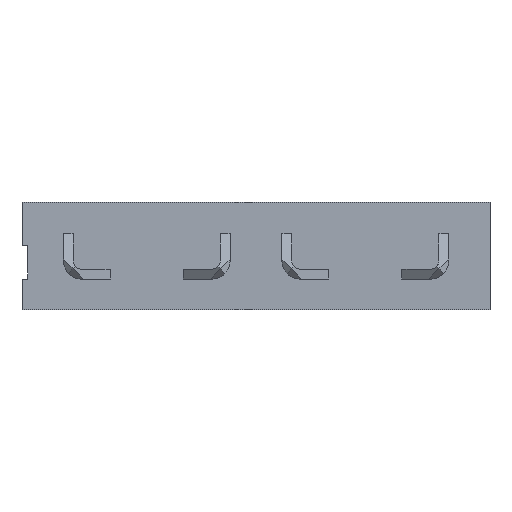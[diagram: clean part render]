
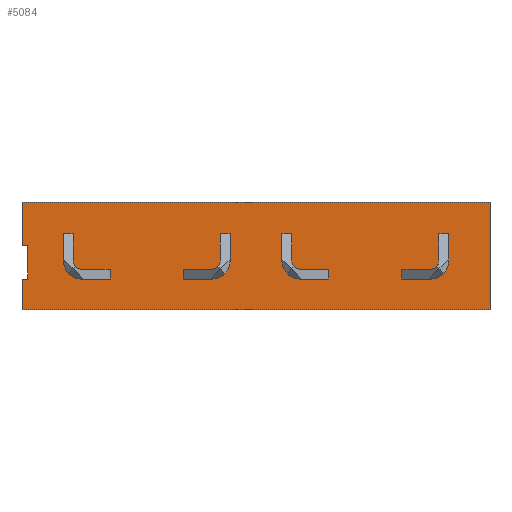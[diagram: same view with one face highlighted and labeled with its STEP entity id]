
A CAD part, front view. The second image highlights one B-rep face of the part: STEP entity #5084.
In plain terms, the highlighted planar face has unit normal (0, -1, 0).
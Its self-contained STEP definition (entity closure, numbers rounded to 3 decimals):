
#21 = ORIENTED_EDGE ( 'NONE', *, *, #5541, .F. ) ;
#30 = VERTEX_POINT ( 'NONE', #4162 ) ;
#116 = VERTEX_POINT ( 'NONE', #4758 ) ;
#171 = ORIENTED_EDGE ( 'NONE', *, *, #1084, .F. ) ;
#177 = AXIS2_PLACEMENT_3D ( 'NONE', #1357, #1342, #1335 ) ;
#260 = CARTESIAN_POINT ( 'NONE',  ( 4.276, 5.771, 12.977 ) ) ;
#279 = EDGE_CURVE ( 'NONE', #2393, #4348, #3835, .T. ) ;
#431 = CARTESIAN_POINT ( 'NONE',  ( 19.007, 5.771, 12.977 ) ) ;
#460 = ORIENTED_EDGE ( 'NONE', *, *, #1073, .F. ) ;
#532 = CARTESIAN_POINT ( 'NONE',  ( -0.051, 5.771, 15.632 ) ) ;
#596 = DIRECTION ( 'NONE',  ( 0., 0., 1. ) ) ;
#808 = CARTESIAN_POINT ( 'NONE',  ( -0.051, 5.771, 14.247 ) ) ;
#1025 = EDGE_LOOP ( 'NONE', ( #460, #171, #21, #3994, #5968, #3105, #1248, #6366 ) ) ;
#1073 = EDGE_CURVE ( 'NONE', #1186, #5448, #1993, .T. ) ;
#1084 = EDGE_CURVE ( 'NONE', #1143, #1186, #2192, .T. ) ;
#1143 = VERTEX_POINT ( 'NONE', #532 ) ;
#1186 = VERTEX_POINT ( 'NONE', #6195 ) ;
#1218 = EDGE_CURVE ( 'NONE', #4348, #4430, #4945, .T. ) ;
#1234 = DIRECTION ( 'NONE',  ( 1., 0., 0. ) ) ;
#1248 = ORIENTED_EDGE ( 'NONE', *, *, #279, .F. ) ;
#1335 = DIRECTION ( 'NONE',  ( 1., 0., 0. ) ) ;
#1342 = DIRECTION ( 'NONE',  ( 0., 1., 0. ) ) ;
#1357 = CARTESIAN_POINT ( 'NONE',  ( 9.355, 5.771, 15.2 ) ) ;
#1542 = PLANE ( 'NONE',  #177 ) ;
#1630 = CARTESIAN_POINT ( 'NONE',  ( 19.007, 5.771, 17.422 ) ) ;
#1795 = VECTOR ( 'NONE', #1854, 1000. ) ;
#1849 = VECTOR ( 'NONE', #1234, 1000. ) ;
#1854 = DIRECTION ( 'NONE',  ( 0., 0., 1. ) ) ;
#1993 = LINE ( 'NONE', #4865, #2500 ) ;
#2055 = DIRECTION ( 'NONE',  ( 1., 0., 0. ) ) ;
#2154 = CARTESIAN_POINT ( 'NONE',  ( -0.297, 5.771, 17.422 ) ) ;
#2192 = LINE ( 'NONE', #4887, #2265 ) ;
#2218 = CARTESIAN_POINT ( 'NONE',  ( -0.297, 5.771, 14.247 ) ) ;
#2265 = VECTOR ( 'NONE', #4378, 1000. ) ;
#2307 = CARTESIAN_POINT ( 'NONE',  ( 14.434, 5.771, 17.422 ) ) ;
#2393 = VERTEX_POINT ( 'NONE', #1630 ) ;
#2435 = DIRECTION ( 'NONE',  ( -1., 0., 0. ) ) ;
#2500 = VECTOR ( 'NONE', #3228, 1000. ) ;
#2622 = EDGE_CURVE ( 'NONE', #30, #116, #5790, .T. ) ;
#2761 = EDGE_CURVE ( 'NONE', #4430, #30, #3766, .T. ) ;
#3048 = VECTOR ( 'NONE', #2055, 1000. ) ;
#3105 = ORIENTED_EDGE ( 'NONE', *, *, #1218, .F. ) ;
#3228 = DIRECTION ( 'NONE',  ( 0., 0., 1. ) ) ;
#3766 = LINE ( 'NONE', #4343, #6237 ) ;
#3835 = LINE ( 'NONE', #4468, #4835 ) ;
#3949 = EDGE_CURVE ( 'NONE', #5448, #2393, #4374, .T. ) ;
#3994 = ORIENTED_EDGE ( 'NONE', *, *, #2622, .F. ) ;
#4162 = CARTESIAN_POINT ( 'NONE',  ( -0.297, 5.771, 14.247 ) ) ;
#4343 = CARTESIAN_POINT ( 'NONE',  ( -0.297, 5.771, 17.422 ) ) ;
#4348 = VERTEX_POINT ( 'NONE', #431 ) ;
#4354 = FACE_OUTER_BOUND ( 'NONE', #1025, .T. ) ;
#4374 = LINE ( 'NONE', #2307, #3048 ) ;
#4378 = DIRECTION ( 'NONE',  ( -1., 0., 0. ) ) ;
#4419 = LINE ( 'NONE', #808, #1795 ) ;
#4430 = VERTEX_POINT ( 'NONE', #5753 ) ;
#4438 = DIRECTION ( 'NONE',  ( 0., 0., -1. ) ) ;
#4468 = CARTESIAN_POINT ( 'NONE',  ( 19.007, 5.771, 12.977 ) ) ;
#4602 = VECTOR ( 'NONE', #2435, 1000. ) ;
#4758 = CARTESIAN_POINT ( 'NONE',  ( -0.051, 5.771, 14.247 ) ) ;
#4835 = VECTOR ( 'NONE', #4438, 1000. ) ;
#4865 = CARTESIAN_POINT ( 'NONE',  ( -0.297, 5.771, 17.422 ) ) ;
#4887 = CARTESIAN_POINT ( 'NONE',  ( -0.051, 5.771, 15.632 ) ) ;
#4945 = LINE ( 'NONE', #260, #4602 ) ;
#5084 = ADVANCED_FACE ( 'NONE', ( #4354 ), #1542, .F. ) ;
#5448 = VERTEX_POINT ( 'NONE', #2154 ) ;
#5541 = EDGE_CURVE ( 'NONE', #116, #1143, #4419, .T. ) ;
#5753 = CARTESIAN_POINT ( 'NONE',  ( -0.297, 5.771, 12.977 ) ) ;
#5790 = LINE ( 'NONE', #2218, #1849 ) ;
#5968 = ORIENTED_EDGE ( 'NONE', *, *, #2761, .F. ) ;
#6195 = CARTESIAN_POINT ( 'NONE',  ( -0.297, 5.771, 15.632 ) ) ;
#6237 = VECTOR ( 'NONE', #596, 1000. ) ;
#6366 = ORIENTED_EDGE ( 'NONE', *, *, #3949, .F. ) ;
